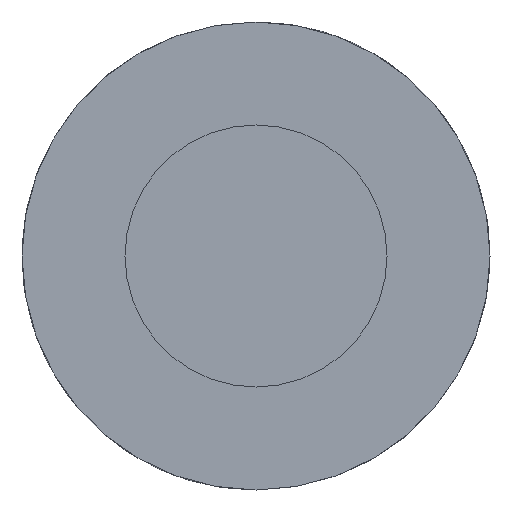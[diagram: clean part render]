
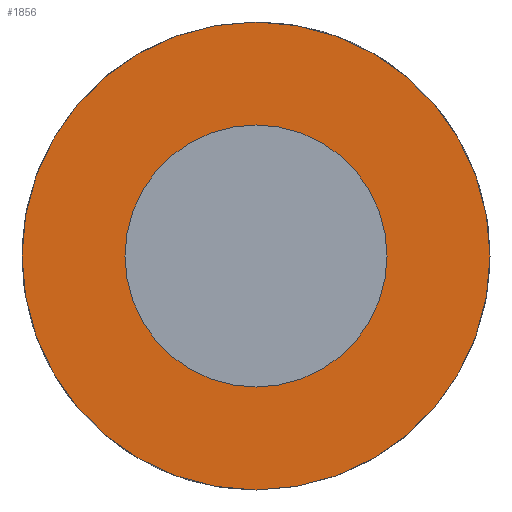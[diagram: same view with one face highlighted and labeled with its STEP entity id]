
A CAD part, left-side view. The second image highlights one B-rep face of the part: STEP entity #1856.
In plain terms, the highlighted face is planar.
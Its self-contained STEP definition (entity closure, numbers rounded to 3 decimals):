
#1065=CARTESIAN_POINT('',(0.,0.,0.));
#1066=DIRECTION('',(0.,0.,-1.));
#1067=DIRECTION('',(-1.,0.,0.));
#1068=AXIS2_PLACEMENT_3D('',#1065,#1066,#1067);
#1073=CARTESIAN_POINT('',(0.,0.,0.));
#1074=DIRECTION('',(0.,0.,1.));
#1075=DIRECTION('',(-1.,0.,0.));
#1076=AXIS2_PLACEMENT_3D('',#1073,#1074,#1075);
#1095=CARTESIAN_POINT('',(0.,0.,0.));
#1096=DIRECTION('',(0.,0.,1.));
#1097=DIRECTION('',(-1.,0.,0.));
#1098=AXIS2_PLACEMENT_3D('',#1095,#1096,#1097);
#1103=CARTESIAN_POINT('',(0.,0.,0.));
#1104=DIRECTION('',(0.,0.,-1.));
#1105=DIRECTION('',(-1.,0.,0.));
#1106=AXIS2_PLACEMENT_3D('',#1103,#1104,#1105);
#1197=CARTESIAN_POINT('',(-14.,0.,0.));
#1199=VERTEX_POINT('',#1197);
#1201=CARTESIAN_POINT('',(14.,0.,0.));
#1203=VERTEX_POINT('',#1201);
#1205=CARTESIAN_POINT('',(-25.,0.,0.));
#1206=CARTESIAN_POINT('',(25.,0.,0.));
#1207=VERTEX_POINT('',#1205);
#1208=VERTEX_POINT('',#1206);
#1841=CARTESIAN_POINT('',(0.,0.,0.));
#1842=DIRECTION('',(0.,0.,-1.));
#1843=DIRECTION('',(1.,0.,0.));
#1844=AXIS2_PLACEMENT_3D('',#1841,#1842,#1843);
#1845=PLANE('',#1844);
#1846=ORIENTED_EDGE('',*,*,#1832,.T.);
#1847=ORIENTED_EDGE('',*,*,#1819,.F.);
#1848=EDGE_LOOP('',(#1846,#1847));
#1849=FACE_OUTER_BOUND('',#1848,.F.);
#1851=ORIENTED_EDGE('',*,*,#1850,.T.);
#1853=ORIENTED_EDGE('',*,*,#1852,.F.);
#1854=EDGE_LOOP('',(#1851,#1853));
#1855=FACE_BOUND('',#1854,.F.);
#1069=CIRCLE('',#1068,25.);
#1077=CIRCLE('',#1076,25.);
#1099=CIRCLE('',#1098,14.);
#1107=CIRCLE('',#1106,14.);
#1819=EDGE_CURVE('',#1207,#1208,#1077,.T.);
#1832=EDGE_CURVE('',#1207,#1208,#1069,.T.);
#1850=EDGE_CURVE('',#1199,#1203,#1099,.T.);
#1852=EDGE_CURVE('',#1199,#1203,#1107,.T.);
#1856=ADVANCED_FACE('',(#1849,#1855),#1845,.F.);
